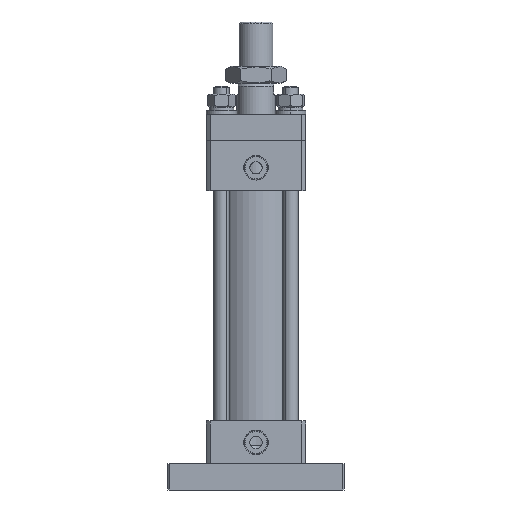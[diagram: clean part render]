
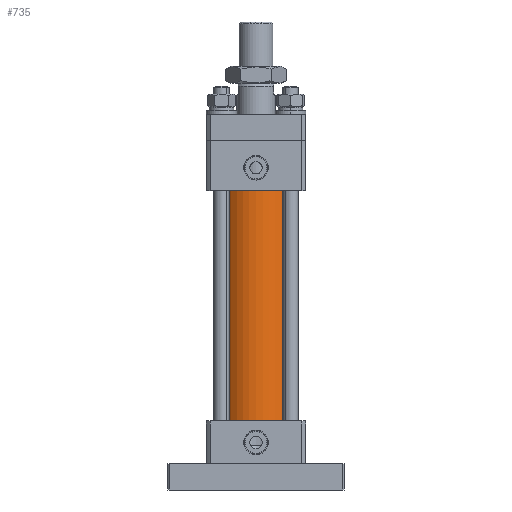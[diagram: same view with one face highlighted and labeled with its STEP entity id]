
A CAD part, front view. The second image highlights one B-rep face of the part: STEP entity #735.
In plain terms, the highlighted cylindrical face has radius 25 mm (diameter 50 mm), a partial arc.
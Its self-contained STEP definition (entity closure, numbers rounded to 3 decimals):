
#735 = ADVANCED_FACE ( 'NONE', ( #4528 ), #4532, .T. ) ;
#3580 = EDGE_CURVE ( 'NONE', #5505, #5507, #6641, .T. ) ;
#3582 = EDGE_CURVE ( 'NONE', #5503, #5508, #6650, .T. ) ;
#3584 = EDGE_CURVE ( 'NONE', #5503, #5505, #6653, .T. ) ;
#3586 = EDGE_CURVE ( 'NONE', #5508, #5507, #6655, .T. ) ;
#3837 = DIRECTION ( 'NONE',  ( -1., 0., 0. ) ) ;
#3840 = DIRECTION ( 'NONE',  ( 0., 0., -1. ) ) ;
#3841 = CARTESIAN_POINT ( 'NONE',  ( 0., 0., 150. ) ) ;
#4528 = FACE_OUTER_BOUND ( 'NONE', #6205, .T. ) ;
#4532 = CYLINDRICAL_SURFACE ( 'NONE', #4696, 25. ) ;
#4696 = AXIS2_PLACEMENT_3D ( 'NONE', #3841, #3840, #3837 ) ;
#4963 = AXIS2_PLACEMENT_3D ( 'NONE', #7128, #7129, #7130 ) ;
#4965 = AXIS2_PLACEMENT_3D ( 'NONE', #7136, #7137, #7138 ) ;
#5503 = VERTEX_POINT ( 'NONE', #7380 ) ;
#5505 = VERTEX_POINT ( 'NONE', #7382 ) ;
#5507 = VERTEX_POINT ( 'NONE', #7384 ) ;
#5508 = VERTEX_POINT ( 'NONE', #7385 ) ;
#6205 = EDGE_LOOP ( 'NONE', ( #8386, #8387, #8388, #8389 ) ) ;
#6641 = LINE ( 'NONE', #7117, #6649 ) ;
#6649 = VECTOR ( 'NONE', #7112, 1000. ) ;
#6650 = LINE ( 'NONE', #7121, #6652 ) ;
#6652 = VECTOR ( 'NONE', #7116, 1000. ) ;
#6653 = CIRCLE ( 'NONE', #4963, 25. ) ;
#6655 = CIRCLE ( 'NONE', #4965, 25. ) ;
#7112 = DIRECTION ( 'NONE',  ( 0., 0., -1. ) ) ;
#7116 = DIRECTION ( 'NONE',  ( 0., 0., -1. ) ) ;
#7117 = CARTESIAN_POINT ( 'NONE',  ( 25., 0., 150. ) ) ;
#7121 = CARTESIAN_POINT ( 'NONE',  ( -25., 0., 150. ) ) ;
#7128 = CARTESIAN_POINT ( 'NONE',  ( 0., 0., 150. ) ) ;
#7129 = DIRECTION ( 'NONE',  ( 0., 0., 1. ) ) ;
#7130 = DIRECTION ( 'NONE',  ( 1., 0., 0. ) ) ;
#7136 = CARTESIAN_POINT ( 'NONE',  ( 0., 0., 0. ) ) ;
#7137 = DIRECTION ( 'NONE',  ( 0., 0., 1. ) ) ;
#7138 = DIRECTION ( 'NONE',  ( 1., 0., 0. ) ) ;
#7380 = CARTESIAN_POINT ( 'NONE',  ( -25., 0., 150. ) ) ;
#7382 = CARTESIAN_POINT ( 'NONE',  ( 25., 0., 150. ) ) ;
#7384 = CARTESIAN_POINT ( 'NONE',  ( 25., 0., 0. ) ) ;
#7385 = CARTESIAN_POINT ( 'NONE',  ( -25., 0., 0. ) ) ;
#8386 = ORIENTED_EDGE ( 'NONE', *, *, #3580, .F. ) ;
#8387 = ORIENTED_EDGE ( 'NONE', *, *, #3584, .F. ) ;
#8388 = ORIENTED_EDGE ( 'NONE', *, *, #3582, .T. ) ;
#8389 = ORIENTED_EDGE ( 'NONE', *, *, #3586, .T. ) ;
